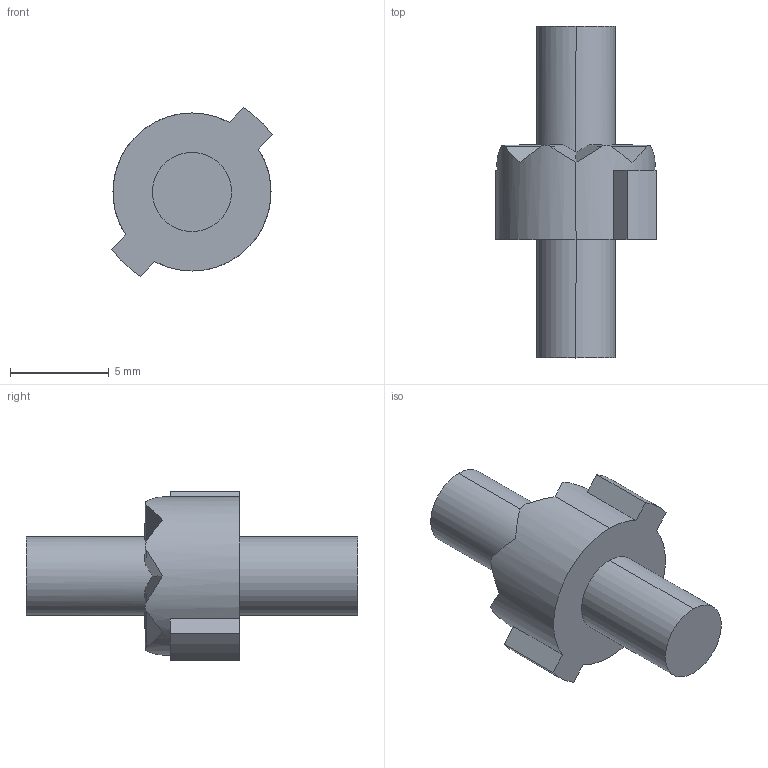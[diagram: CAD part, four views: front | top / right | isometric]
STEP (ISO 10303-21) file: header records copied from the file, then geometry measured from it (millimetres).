
FILE_DESCRIPTION (( 'STEP AP214' ), '1' );
FILE_NAME ('MS001-D.01.007SL.1.1 MS001-D蛌雄粣.step', '2021-08-27T10:51:09', ( '' ), ( '' ), 'SwSTEP 2.0', 'SolidWorks 2016', '' );
FILE_SCHEMA (( 'AUTOMOTIVE_DESIGN' ));
Length unit declared in the file: millimetre
Products named in the file (1): MS001-D.01.007SL.1.1 MS001-D蛌雄粣
Bounding box: 8.11 x 16.8 x 8.56 mm (x, y, z)
Volume: 394.2 mm3; surface area: 391.4 mm2
Topology: 1 solids, 1 shells, 41 faces, 110 edges, 72 vertices
Faces by surface type: plane 25, cylinder 16
Entity records: 1350 total; most frequent: CARTESIAN_POINT 400, ORIENTED_EDGE 220, DIRECTION 162, EDGE_CURVE 110, VERTEX_POINT 72, AXIS2_PLACEMENT_3D 58, LINE 46, VECTOR 46
